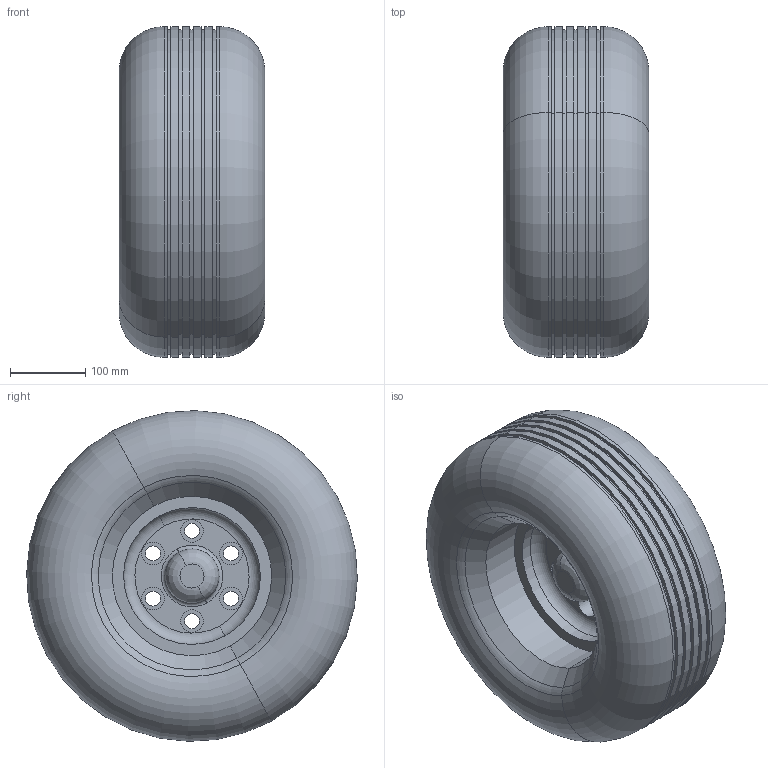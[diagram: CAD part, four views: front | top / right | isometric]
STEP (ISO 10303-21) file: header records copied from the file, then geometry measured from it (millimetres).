
FILE_DESCRIPTION(('CATIA V5 STEP Exchange'),'2;1');
FILE_NAME('Tire.stp','2021-12-18T08:50:03+00:00',('none'),('none'),'CATIA Version 5 Release 20 GA (IN-10)','CATIA V5 STEP AP203','none');
FILE_SCHEMA(('CONFIG_CONTROL_DESIGN'));
Length unit declared in the file: millimetre
Products named in the file (1): Tire
Bounding box: 193.82 x 439.88 x 439.88 mm (x, y, z)
Volume: 21122313.4 mm3; surface area: 656452.1 mm2
Topology: 1 solids, 1 shells, 96 faces, 202 edges, 128 vertices
Faces by surface type: cylinder 54, plane 22, torus 12, cone 6, revolution 2
Entity records: 2308 total; most frequent: ORIENTED_EDGE 404, CARTESIAN_POINT 383, DIRECTION 293, EDGE_CURVE 202, AXIS2_PLACEMENT_3D 188, CIRCLE 142, EDGE_LOOP 128, VERTEX_POINT 128
